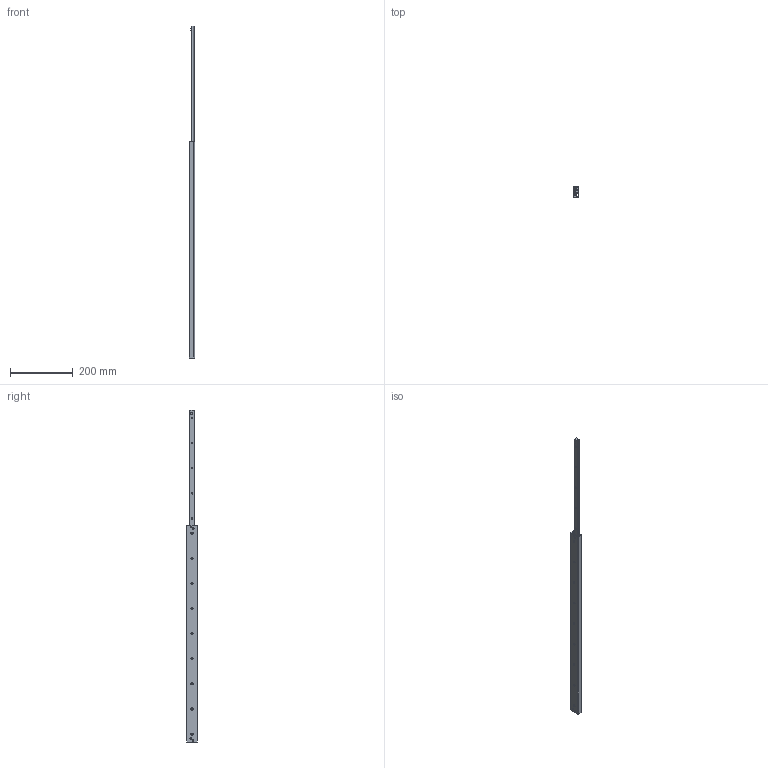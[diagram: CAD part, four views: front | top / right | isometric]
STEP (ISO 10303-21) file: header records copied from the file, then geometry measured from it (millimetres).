
FILE_DESCRIPTION((''),'2;1');
FILE_NAME('LCAE 35-0690.stp','2011-03-23T13:13:21',('MKoza'),(''),'Autodesk Inventor 2009','Autodesk Inventor 2009','');
FILE_SCHEMA(('AUTOMOTIVE_DESIGN { 1 0 10303 214 1 1 1 1 }'));
Length unit declared in the file: millimetre
Products named in the file (7): LCAE 35; LCM 35; LLMG 35; KF.LCA 35; AS.L 35 5x3,2; AS.L 35 M5x3,2; VKB.L 35 5x10
Assembly tree (9 placements, depth 2):
  LCAE 35
    LCM 35
    LLMG 35
    KF.LCA 35
    AS.L 35 5x3,2  x2
    AS.L 35 M5x3,2  x2
    VKB.L 35 5x10  x2
Bounding box: 17 x 35 x 1057 mm (x, y, z)
Volume: 253006.4 mm3; surface area: 156469.2 mm2
Topology: 9 solids, 9 shells, 186 faces, 484 edges, 320 vertices
Faces by surface type: plane 89, cylinder 47, bspline 42, cone 8
Full cylindrical faces by diameter (mm): 5 x6, 6 x4
Entity records: 5619 total; most frequent: CARTESIAN_POINT 1679, DIRECTION 766, ORIENTED_EDGE 716, EDGE_CURVE 358, AXIS2_PLACEMENT_3D 287, VERTEX_POINT 264, EDGE_LOOP 260, VECTOR 192
